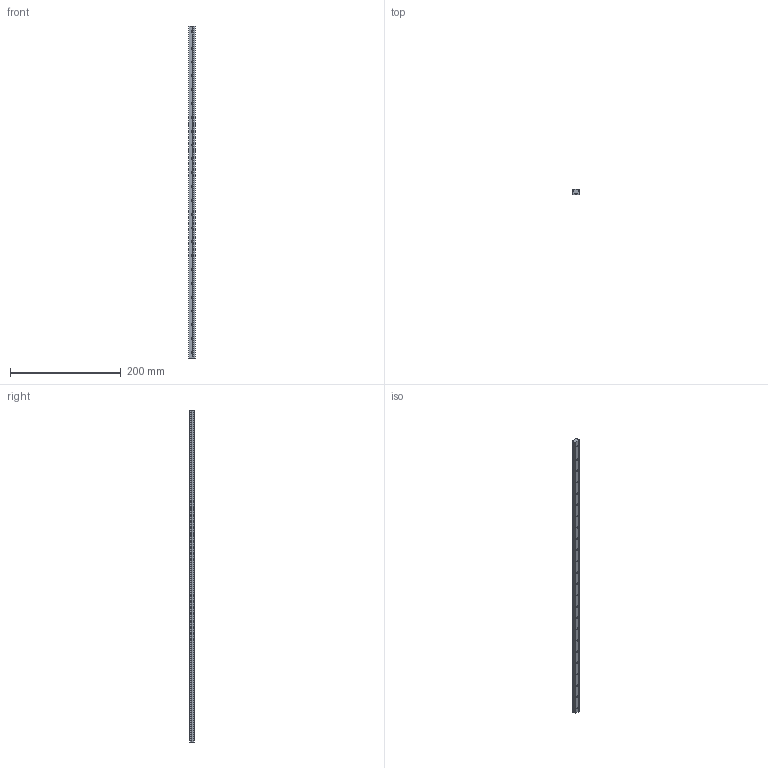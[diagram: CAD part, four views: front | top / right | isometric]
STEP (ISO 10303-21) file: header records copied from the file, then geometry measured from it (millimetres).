
FILE_DESCRIPTION (( 'STEP AP214' ), '1' );
FILE_NAME ('MGN12 LINEAR GUIDE RAIL, CONFIGURABLE, 600 mm.STEP', '2018-10-15T06:56:13', ( '' ), ( '' ), 'SwSTEP 2.0', 'SolidWorks 2018', '' );
FILE_SCHEMA (( 'AUTOMOTIVE_DESIGN' ));
Length unit declared in the file: millimetre
Products named in the file (2): MGN12 LINEAR GUIDE RAIL, CONFIGURABLE, 600 mm
Bounding box: 11.97 x 8 x 600 mm (x, y, z)
Volume: 50621.2 mm3; surface area: 28164.3 mm2
Topology: 1 solids, 1 shells, 158 faces, 468 edges, 312 vertices
Faces by surface type: cylinder 115, plane 43
Entity records: 5739 total; most frequent: CARTESIAN_POINT 1156, DIRECTION 1018, ORIENTED_EDGE 936, EDGE_CURVE 468, AXIS2_PLACEMENT_3D 414, VERTEX_POINT 312, CIRCLE 254, EDGE_LOOP 206
